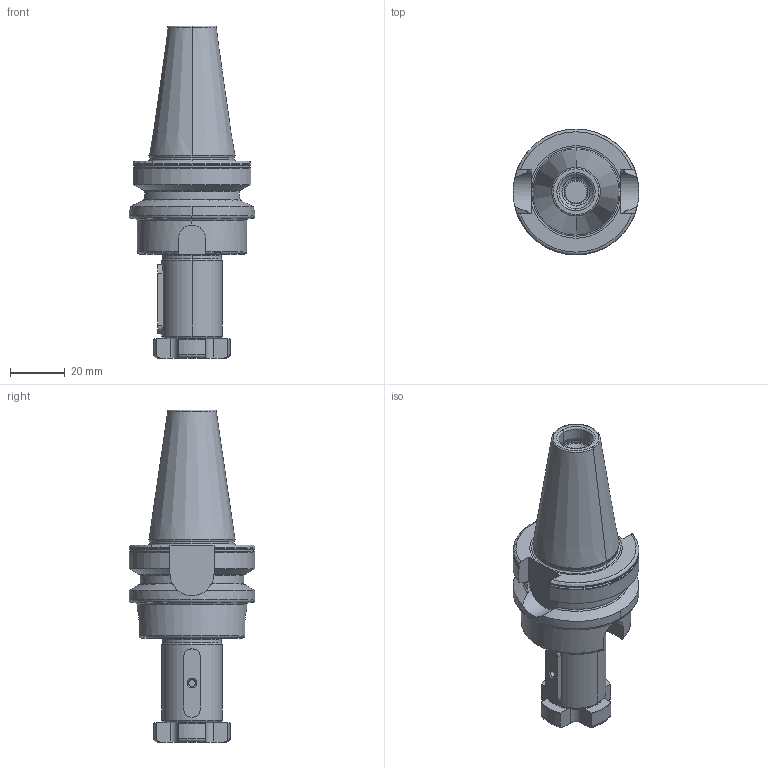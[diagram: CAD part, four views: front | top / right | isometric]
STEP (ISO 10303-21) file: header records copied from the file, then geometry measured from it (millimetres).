
FILE_DESCRIPTION((''),'2;1');
FILE_NAME('DC_305_10_22','2020-09-24T',('104091'),(''),'CREO PARAMETRIC BY PTC INC, 2016260','CREO PARAMETRIC BY PTC INC, 2016260','');
FILE_SCHEMA(('CONFIG_CONTROL_DESIGN'));
Length unit declared in the file: millimetre
Products named in the file (1): DC_305_10_22
Bounding box: 46 x 46 x 121.4 mm (x, y, z)
Volume: 75769.1 mm3; surface area: 18854.6 mm2
Topology: 1 solids, 2 shells, 168 faces, 413 edges, 254 vertices
Faces by surface type: cylinder 46, plane 46, torus 42, cone 34
Entity records: 5352 total; most frequent: CARTESIAN_POINT 1356, DIRECTION 855, ORIENTED_EDGE 824, EDGE_CURVE 412, AXIS2_PLACEMENT_3D 353, VERTEX_POINT 252, CIRCLE 182, EDGE_LOOP 174
